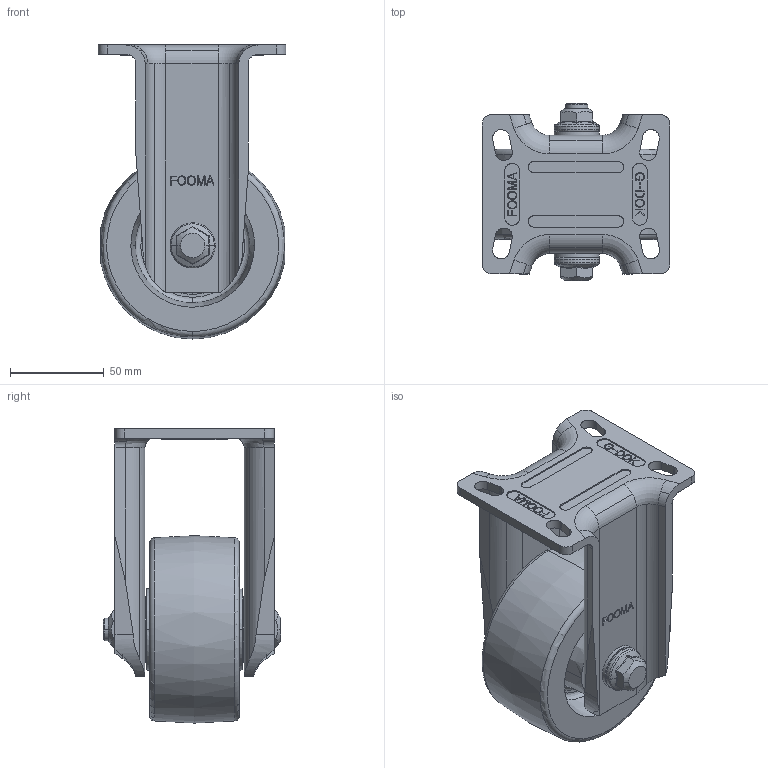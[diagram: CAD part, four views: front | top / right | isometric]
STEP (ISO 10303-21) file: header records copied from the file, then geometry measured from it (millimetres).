
FILE_DESCRIPTION (( 'STEP AP214' ), '1' );
FILE_NAME ('Plate Mt 100mm Fixed Caster-400kg(00DCA-3500-001-00).STEP', '2023-08-23T16:15:52', ( '' ), ( '' ), 'SwSTEP 2.0', 'SolidWorks 2020', '' );
FILE_SCHEMA (( 'AUTOMOTIVE_DESIGN' ));
Length unit declared in the file: millimetre
Products named in the file (1): Plate Mt 100mm Fixed Caster-400kg(00DCA-3500-001-00)
Bounding box: 100 x 94.8 x 156.97 mm (x, y, z)
Volume: 424446.2 mm3; surface area: 104773.7 mm2
Topology: 6 solids, 6 shells, 709 faces, 1892 edges, 1242 vertices
Faces by surface type: bspline 342, plane 211, cylinder 110, torus 24, cone 22
Entity records: 30674 total; most frequent: CARTESIAN_POINT 16940, ORIENTED_EDGE 3784, EDGE_CURVE 1892, B_SPLINE_CURVE_WITH_KNOTS 1740, VERTEX_POINT 1242, DIRECTION 872, EDGE_LOOP 776, FACE_OUTER_BOUND 709
